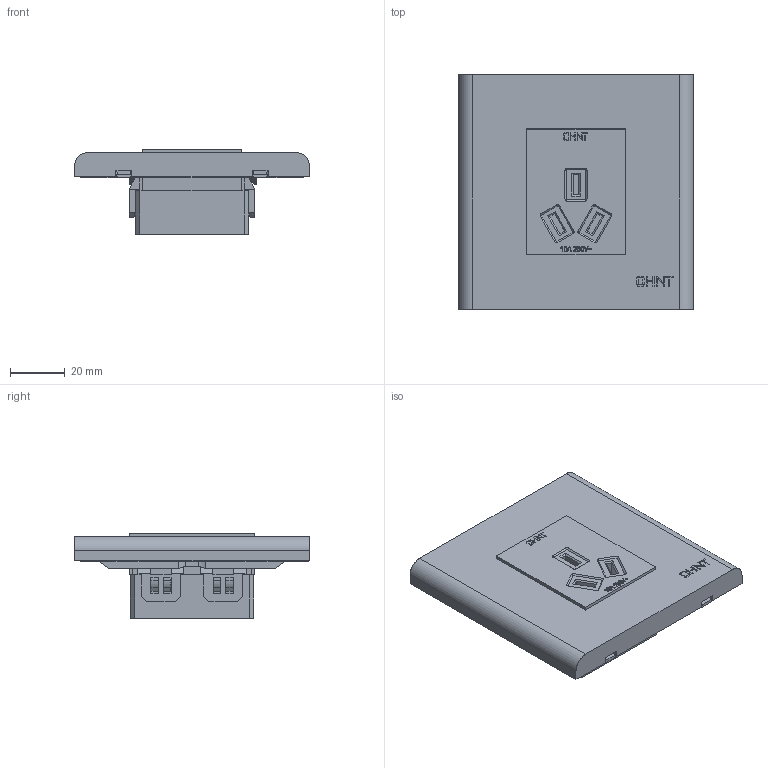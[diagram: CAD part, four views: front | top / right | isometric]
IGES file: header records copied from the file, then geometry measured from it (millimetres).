
Start section: SolidWorks IGES file using analytic representation for surfaces
Global section: file name: 88040260.IGS; native system: SolidWorks 2013; preprocessor: SolidWorks 2013; author: jmiller; date: 130731.155323; units: inch
Bounding box: 86.11 x 86.11 x 31.11 mm (x, y, z)
Surface area: 49769.2 mm2 (no closed solid volume)
Topology: 0 solids, 0 shells, 1183 faces, 8818 edges, 8818 vertices
Faces by surface type: bspline 1073, revolution 110
